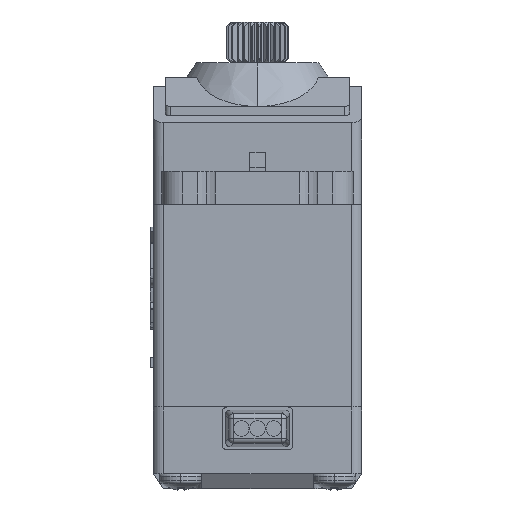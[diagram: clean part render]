
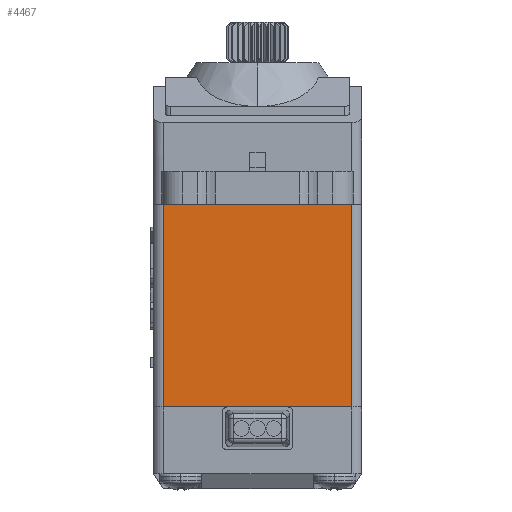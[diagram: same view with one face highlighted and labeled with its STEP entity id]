
A CAD part, left-side view. The second image highlights one B-rep face of the part: STEP entity #4467.
In plain terms, the highlighted planar face has unit normal (-1, 0, 0).
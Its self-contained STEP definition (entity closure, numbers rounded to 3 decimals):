
#366 = VERTEX_POINT ( 'NONE', #31507 ) ;
#1049 = DIRECTION ( 'NONE',  ( -1., 0., 0. ) ) ;
#1820 = DIRECTION ( 'NONE',  ( 0., -1., 0. ) ) ;
#2995 = VERTEX_POINT ( 'NONE', #28341 ) ;
#4445 = DIRECTION ( 'NONE',  ( 0., 1., 0. ) ) ;
#4467 = ADVANCED_FACE ( 'NONE', ( #23647 ), #6159, .T. ) ;
#4774 = VECTOR ( 'NONE', #1820, 1000. ) ;
#5683 = DIRECTION ( 'NONE',  ( 0., 0., 1. ) ) ;
#6159 = PLANE ( 'NONE',  #12656 ) ;
#9202 = CARTESIAN_POINT ( 'NONE',  ( -18.268, -2.502, -12.9 ) ) ;
#9847 = LINE ( 'NONE', #16693, #4774 ) ;
#9887 = CARTESIAN_POINT ( 'NONE',  ( -18.268, 15.898, -12.9 ) ) ;
#10878 = CARTESIAN_POINT ( 'NONE',  ( -18.268, 15.898, -58.08 ) ) ;
#12656 = AXIS2_PLACEMENT_3D ( 'NONE', #10878, #1049, #26099 ) ;
#14075 = LINE ( 'NONE', #9202, #21294 ) ;
#14352 = EDGE_CURVE ( 'NONE', #20092, #27510, #14075, .T. ) ;
#16215 = EDGE_CURVE ( 'NONE', #20092, #2995, #24592, .T. ) ;
#16693 = CARTESIAN_POINT ( 'NONE',  ( -18.268, 15.898, 6.9 ) ) ;
#18198 = VECTOR ( 'NONE', #20931, 1000. ) ;
#19419 = EDGE_CURVE ( 'NONE', #366, #2995, #9847, .T. ) ;
#19574 = CARTESIAN_POINT ( 'NONE',  ( -18.268, -2.502, -12.9 ) ) ;
#20092 = VERTEX_POINT ( 'NONE', #19574 ) ;
#20724 = LINE ( 'NONE', #27750, #28879 ) ;
#20931 = DIRECTION ( 'NONE',  ( 0., 0., 1. ) ) ;
#21294 = VECTOR ( 'NONE', #4445, 1000. ) ;
#23647 = FACE_OUTER_BOUND ( 'NONE', #27994, .T. ) ;
#24246 = EDGE_CURVE ( 'NONE', #27510, #366, #20724, .T. ) ;
#24592 = LINE ( 'NONE', #30889, #18198 ) ;
#25998 = ORIENTED_EDGE ( 'NONE', *, *, #14352, .F. ) ;
#26099 = DIRECTION ( 'NONE',  ( 0., 0., 1. ) ) ;
#27510 = VERTEX_POINT ( 'NONE', #9887 ) ;
#27750 = CARTESIAN_POINT ( 'NONE',  ( -18.268, 15.898, -58.08 ) ) ;
#27994 = EDGE_LOOP ( 'NONE', ( #28799, #30965, #28187, #25998 ) ) ;
#28187 = ORIENTED_EDGE ( 'NONE', *, *, #24246, .F. ) ;
#28341 = CARTESIAN_POINT ( 'NONE',  ( -18.268, -2.502, 6.9 ) ) ;
#28799 = ORIENTED_EDGE ( 'NONE', *, *, #16215, .T. ) ;
#28879 = VECTOR ( 'NONE', #5683, 1000. ) ;
#30889 = CARTESIAN_POINT ( 'NONE',  ( -18.268, -2.502, -58.08 ) ) ;
#30965 = ORIENTED_EDGE ( 'NONE', *, *, #19419, .F. ) ;
#31507 = CARTESIAN_POINT ( 'NONE',  ( -18.268, 15.898, 6.9 ) ) ;
